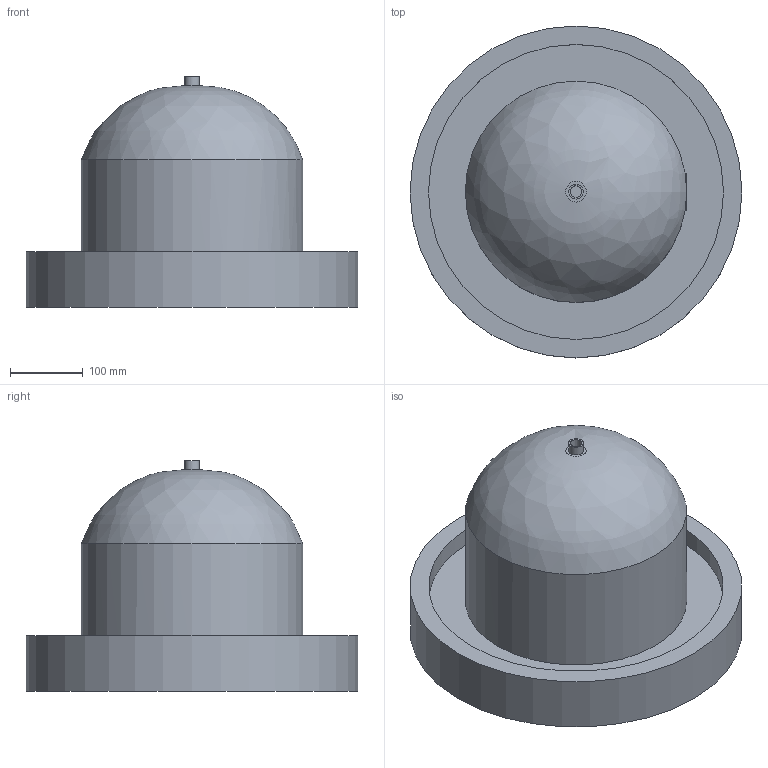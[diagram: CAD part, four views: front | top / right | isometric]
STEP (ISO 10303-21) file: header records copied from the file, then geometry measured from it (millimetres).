
FILE_DESCRIPTION(/* description */ (''),/* implementation_level */ '2;1');
FILE_NAME(/* name */ 'waterer_3d.step',/* time_stamp */ '2025-06-21T13:28:20-04:00',/* author */ (''),/* organization */ (''),/* preprocessor_version */ 'ST-DEVELOPER v20.1',/* originating_system */ 'Autodesk Translation Framework v14.10.0.0',/* authorisation */ '');
FILE_SCHEMA (('AUTOMOTIVE_DESIGN { 1 0 10303 214 3 1 1 }'));
Length unit declared in the file: inch
Products named in the file (4): waterer; main portion waterer; hose attachment; hose_faucet_thread_3/4in
Assembly tree (3 placements, depth 2):
  waterer
    main portion waterer
    hose attachment
    hose_faucet_thread_3/4in
Bounding box: 457.2 x 457.2 x 317.5 mm (x, y, z)
Volume: 7729495.7 mm3; surface area: 1153377.5 mm2
Topology: 2 solids, 2 shells, 21 faces, 43 edges, 29 vertices
Faces by surface type: plane 10, cylinder 9, bspline 2
Full cylindrical faces by diameter (mm): 15.875 x2, 20.493 x1, 279.4 x1, 304.8 x1, 406.4 x1, 431.8 x1, 457.2 x1
Entity records: 816 total; most frequent: CARTESIAN_POINT 237, DIRECTION 118, ORIENTED_EDGE 86, AXIS2_PLACEMENT_3D 52, EDGE_CURVE 43, VERTEX_POINT 29, EDGE_LOOP 28, CIRCLE 26
